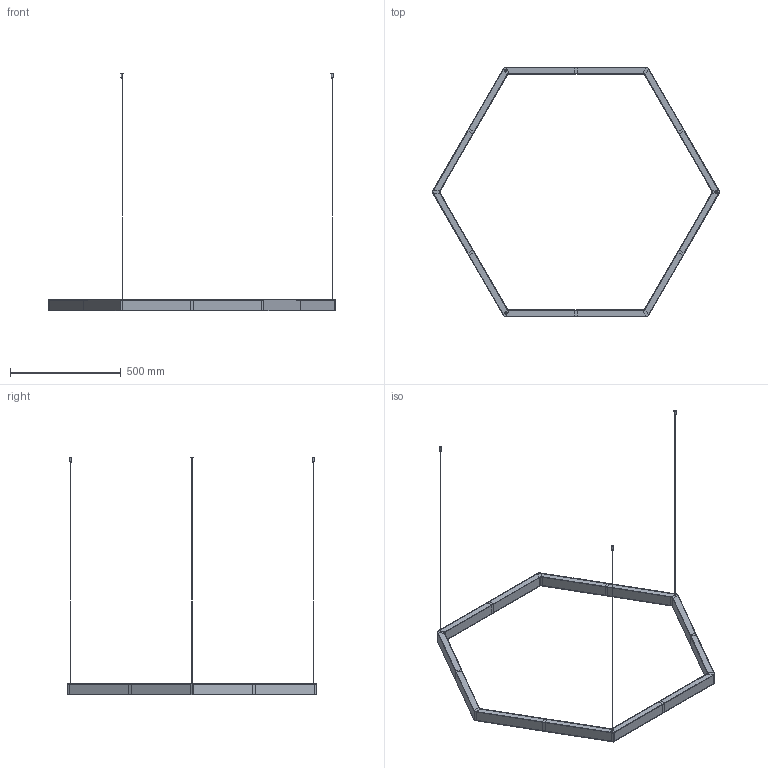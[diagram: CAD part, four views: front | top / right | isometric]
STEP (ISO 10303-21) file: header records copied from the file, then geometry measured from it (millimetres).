
FILE_DESCRIPTION(/* description */ (''),/* implementation_level */ '2;1');
FILE_NAME(/* name */ 'Oleant_P6V065_Hex_UpDown_65.stp',/* time_stamp */ '2022-04-17T01:10:06+02:00',/* author */ ('Omnitek 2000'),/* organization */ (''),/* preprocessor_version */ 'ST-DEVELOPER v18',/* originating_system */ 'Autodesk Inventor 2020',/* authorisation */ '');
FILE_SCHEMA (('AUTOMOTIVE_DESIGN { 1 0 10303 214 3 1 1 }'));
Length unit declared in the file: millimetre
Products named in the file (5): olala; frame; frame_1; cable; ceiling_mount
Assembly tree (8 placements, depth 2):
  olala
    frame
    frame_1
    cable  x3
    ceiling_mount  x3
Bounding box: 1300 x 1125.83 x 1073 mm (x, y, z)
Volume: 5533796.1 mm3; surface area: 1370440 mm2
Topology: 8 solids, 8 shells, 142 faces, 333 edges, 216 vertices
Faces by surface type: plane 97, cylinder 39, torus 6
Full cylindrical faces by diameter (mm): 1.2 x3, 3 x3, 4 x3, 9 x3, 11 x3
Entity records: 3759 total; most frequent: CARTESIAN_POINT 613, DIRECTION 603, ORIENTED_EDGE 586, EDGE_CURVE 293, LINE 247, VECTOR 247, VERTEX_POINT 188, AXIS2_PLACEMENT_3D 178
